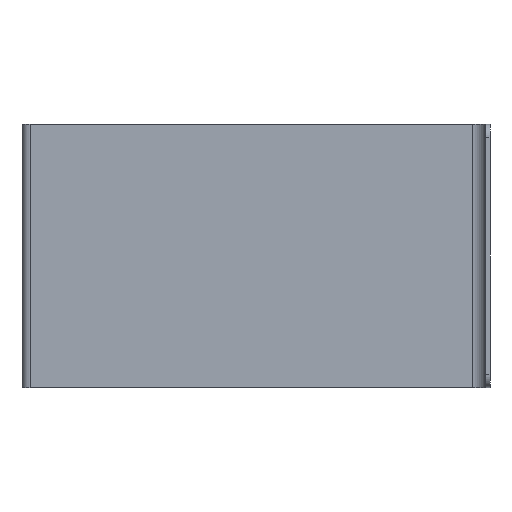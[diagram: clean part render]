
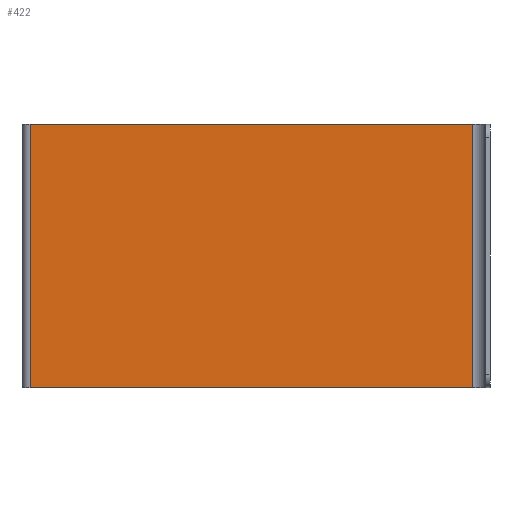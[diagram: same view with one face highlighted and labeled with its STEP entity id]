
A CAD part, front view. The second image highlights one B-rep face of the part: STEP entity #422.
In plain terms, the highlighted planar face has unit normal (0, -1, 0).
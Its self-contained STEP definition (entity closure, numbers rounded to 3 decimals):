
#18 = ORIENTED_EDGE ( 'NONE', *, *, #93, .F. ) ;
#40 = CARTESIAN_POINT ( 'NONE',  ( -161.75, -3., 98. ) ) ;
#59 = CARTESIAN_POINT ( 'NONE',  ( 167.75, -3., -98. ) ) ;
#93 = EDGE_CURVE ( 'NONE', #615, #141, #683, .T. ) ;
#96 = CARTESIAN_POINT ( 'NONE',  ( -167.75, -3., -98. ) ) ;
#105 = DIRECTION ( 'NONE',  ( 1., 0., 0. ) ) ;
#136 = EDGE_LOOP ( 'NONE', ( #586, #194, #608, #18 ) ) ;
#141 = VERTEX_POINT ( 'NONE', #59 ) ;
#147 = PLANE ( 'NONE',  #460 ) ;
#151 = DIRECTION ( 'NONE',  ( 0., 0., -1. ) ) ;
#156 = DIRECTION ( 'NONE',  ( -1., 0., 0. ) ) ;
#162 = VECTOR ( 'NONE', #156, 1000. ) ;
#194 = ORIENTED_EDGE ( 'NONE', *, *, #566, .T. ) ;
#204 = CARTESIAN_POINT ( 'NONE',  ( 0., -3., 0. ) ) ;
#209 = CARTESIAN_POINT ( 'NONE',  ( -167.75, -3., 98. ) ) ;
#245 = VECTOR ( 'NONE', #502, 1000. ) ;
#257 = LINE ( 'NONE', #209, #406 ) ;
#264 = CARTESIAN_POINT ( 'NONE',  ( 167.75, -3., 98. ) ) ;
#274 = CARTESIAN_POINT ( 'NONE',  ( -161.75, -3., -98. ) ) ;
#383 = CARTESIAN_POINT ( 'NONE',  ( -161.75, -3., 98. ) ) ;
#406 = VECTOR ( 'NONE', #105, 1000. ) ;
#422 = ADVANCED_FACE ( 'NONE', ( #546 ), #147, .T. ) ;
#426 = LINE ( 'NONE', #383, #485 ) ;
#432 = DIRECTION ( 'NONE',  ( 0., 0., -1. ) ) ;
#460 = AXIS2_PLACEMENT_3D ( 'NONE', #204, #600, #432 ) ;
#485 = VECTOR ( 'NONE', #151, 1000. ) ;
#502 = DIRECTION ( 'NONE',  ( 0., 0., -1. ) ) ;
#522 = EDGE_CURVE ( 'NONE', #625, #615, #257, .T. ) ;
#533 = LINE ( 'NONE', #96, #162 ) ;
#546 = FACE_OUTER_BOUND ( 'NONE', #136, .T. ) ;
#566 = EDGE_CURVE ( 'NONE', #625, #612, #426, .T. ) ;
#577 = EDGE_CURVE ( 'NONE', #141, #612, #533, .T. ) ;
#586 = ORIENTED_EDGE ( 'NONE', *, *, #522, .F. ) ;
#600 = DIRECTION ( 'NONE',  ( 0., -1., 0. ) ) ;
#608 = ORIENTED_EDGE ( 'NONE', *, *, #577, .F. ) ;
#612 = VERTEX_POINT ( 'NONE', #274 ) ;
#615 = VERTEX_POINT ( 'NONE', #264 ) ;
#625 = VERTEX_POINT ( 'NONE', #40 ) ;
#628 = CARTESIAN_POINT ( 'NONE',  ( 167.75, -3., 98. ) ) ;
#683 = LINE ( 'NONE', #628, #245 ) ;
